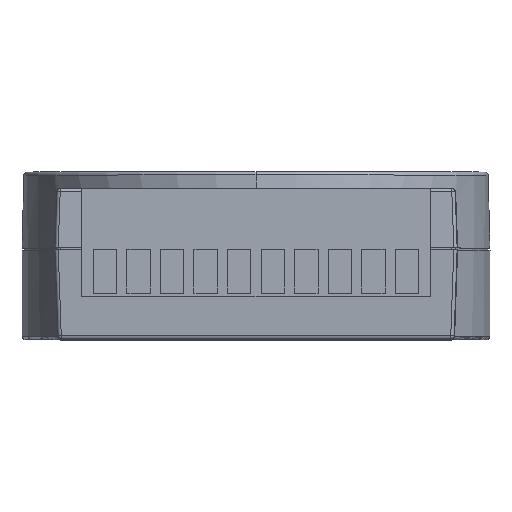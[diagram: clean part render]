
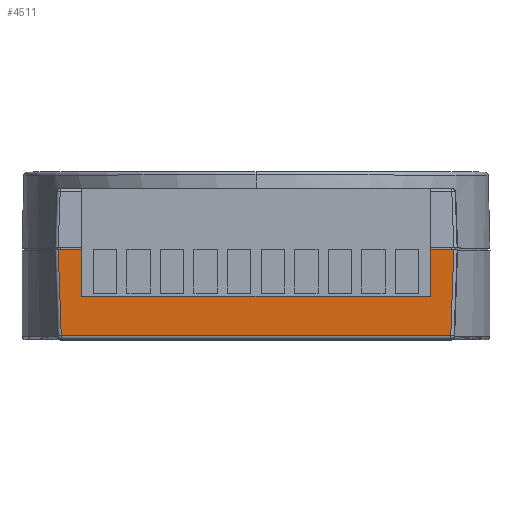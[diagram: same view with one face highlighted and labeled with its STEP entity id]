
A CAD part, top view. The second image highlights one B-rep face of the part: STEP entity #4511.
In plain terms, the highlighted planar face has unit normal (0, -0.035, 0.999).
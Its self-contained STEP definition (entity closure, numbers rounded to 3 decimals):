
#72 = CARTESIAN_POINT ( 'NONE',  ( -29.495, -0.15, 50.995 ) ) ;
#877 = CARTESIAN_POINT ( 'NONE',  ( 30., 0., 51. ) ) ;
#1013 = VECTOR ( 'NONE', #21993, 1000. ) ;
#1459 = CARTESIAN_POINT ( 'NONE',  ( -29.428, -2.073, 50.928 ) ) ;
#2050 = DIRECTION ( 'NONE',  ( 0., -0.999, -0.035 ) ) ;
#2542 = LINE ( 'NONE', #12500, #15434 ) ;
#2761 = ORIENTED_EDGE ( 'NONE', *, *, #27375, .T. ) ;
#3065 = LINE ( 'NONE', #13528, #32338 ) ;
#4511 = ADVANCED_FACE ( 'NONE', ( #26690 ), #26532, .T. ) ;
#5570 = CARTESIAN_POINT ( 'NONE',  ( 29.501, 0.017, 51.001 ) ) ;
#5823 = CARTESIAN_POINT ( 'NONE',  ( -26., -7.097, 50.752 ) ) ;
#6061 = CARTESIAN_POINT ( 'NONE',  ( -26., 0., 51. ) ) ;
#6269 = CARTESIAN_POINT ( 'NONE',  ( 29.529, -13.017, 50.545 ) ) ;
#6435 = VERTEX_POINT ( 'NONE', #18434 ) ;
#6623 = CARTESIAN_POINT ( 'NONE',  ( 30., -0.15, 50.995 ) ) ;
#7343 = CARTESIAN_POINT ( 'NONE',  ( 26., -7.097, 50.752 ) ) ;
#7441 = LINE ( 'NONE', #5570, #9178 ) ;
#7692 = VERTEX_POINT ( 'NONE', #72 ) ;
#7951 = EDGE_CURVE ( 'NONE', #32703, #18923, #2542, .T. ) ;
#8360 = ORIENTED_EDGE ( 'NONE', *, *, #21677, .T. ) ;
#9178 = VECTOR ( 'NONE', #17735, 1000. ) ;
#9466 = ORIENTED_EDGE ( 'NONE', *, *, #7951, .T. ) ;
#9620 = CARTESIAN_POINT ( 'NONE',  ( 29.495, -0.15, 50.995 ) ) ;
#10033 = EDGE_CURVE ( 'NONE', #18923, #17328, #15554, .T. ) ;
#10866 = EDGE_CURVE ( 'NONE', #32703, #18481, #3065, .T. ) ;
#11787 = EDGE_CURVE ( 'NONE', #12207, #18481, #7441, .T. ) ;
#12207 = VERTEX_POINT ( 'NONE', #12463 ) ;
#12463 = CARTESIAN_POINT ( 'NONE',  ( 29.046, -13.017, 50.545 ) ) ;
#12500 = CARTESIAN_POINT ( 'NONE',  ( 26., 0., 51. ) ) ;
#12519 = EDGE_CURVE ( 'NONE', #7692, #6435, #26871, .T. ) ;
#13215 = AXIS2_PLACEMENT_3D ( 'NONE', #877, #29022, #16232 ) ;
#13528 = CARTESIAN_POINT ( 'NONE',  ( 30., -0.15, 50.995 ) ) ;
#13601 = EDGE_LOOP ( 'NONE', ( #14446, #2761, #27376, #22676, #8360, #27786, #14292, #9466 ) ) ;
#14019 = LINE ( 'NONE', #6269, #31725 ) ;
#14292 = ORIENTED_EDGE ( 'NONE', *, *, #10866, .F. ) ;
#14446 = ORIENTED_EDGE ( 'NONE', *, *, #10033, .T. ) ;
#15434 = VECTOR ( 'NONE', #2050, 1000. ) ;
#15554 = LINE ( 'NONE', #23809, #29579 ) ;
#16232 = DIRECTION ( 'NONE',  ( 0., -0.999, -0.035 ) ) ;
#16400 = DIRECTION ( 'NONE',  ( 1., 0., 0. ) ) ;
#17328 = VERTEX_POINT ( 'NONE', #5823 ) ;
#17735 = DIRECTION ( 'NONE',  ( 0.035, 0.999, 0.035 ) ) ;
#18416 = DIRECTION ( 'NONE',  ( -1., 0., 0. ) ) ;
#18434 = CARTESIAN_POINT ( 'NONE',  ( -26., -0.15, 50.995 ) ) ;
#18481 = VERTEX_POINT ( 'NONE', #9620 ) ;
#18923 = VERTEX_POINT ( 'NONE', #7343 ) ;
#20525 = EDGE_CURVE ( 'NONE', #7692, #26000, #24565, .T. ) ;
#21677 = EDGE_CURVE ( 'NONE', #26000, #12207, #14019, .T. ) ;
#21993 = DIRECTION ( 'NONE',  ( 0.035, -0.999, -0.035 ) ) ;
#22676 = ORIENTED_EDGE ( 'NONE', *, *, #20525, .T. ) ;
#22900 = VECTOR ( 'NONE', #16400, 1000. ) ;
#23809 = CARTESIAN_POINT ( 'NONE',  ( 30., -7.097, 50.752 ) ) ;
#23815 = DIRECTION ( 'NONE',  ( 1., 0., 0. ) ) ;
#24565 = LINE ( 'NONE', #1459, #1013 ) ;
#26000 = VERTEX_POINT ( 'NONE', #28301 ) ;
#26475 = LINE ( 'NONE', #6061, #29253 ) ;
#26532 = PLANE ( 'NONE',  #13215 ) ;
#26690 = FACE_OUTER_BOUND ( 'NONE', #13601, .T. ) ;
#26871 = LINE ( 'NONE', #6623, #22900 ) ;
#27273 = CARTESIAN_POINT ( 'NONE',  ( 26., -0.15, 50.995 ) ) ;
#27375 = EDGE_CURVE ( 'NONE', #17328, #6435, #26475, .T. ) ;
#27376 = ORIENTED_EDGE ( 'NONE', *, *, #12519, .F. ) ;
#27786 = ORIENTED_EDGE ( 'NONE', *, *, #11787, .T. ) ;
#28301 = CARTESIAN_POINT ( 'NONE',  ( -29.046, -13.017, 50.545 ) ) ;
#29022 = DIRECTION ( 'NONE',  ( 0., -0.035, 0.999 ) ) ;
#29253 = VECTOR ( 'NONE', #31483, 1000. ) ;
#29344 = DIRECTION ( 'NONE',  ( 1., 0., 0. ) ) ;
#29579 = VECTOR ( 'NONE', #18416, 1000. ) ;
#31483 = DIRECTION ( 'NONE',  ( 0., 0.999, 0.035 ) ) ;
#31725 = VECTOR ( 'NONE', #29344, 1000. ) ;
#32338 = VECTOR ( 'NONE', #23815, 1000. ) ;
#32703 = VERTEX_POINT ( 'NONE', #27273 ) ;
